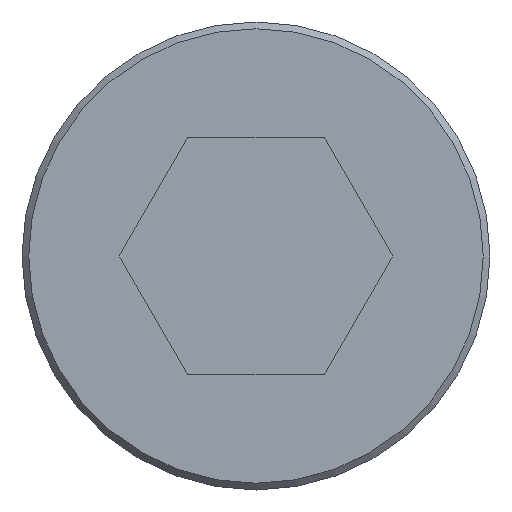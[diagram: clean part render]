
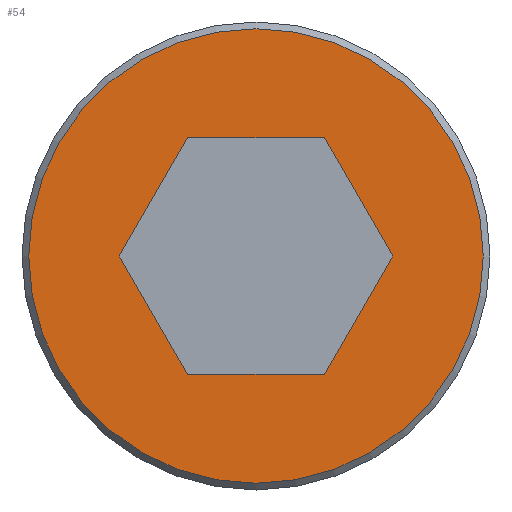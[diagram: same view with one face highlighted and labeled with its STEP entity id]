
A CAD part, left-side view. The second image highlights one B-rep face of the part: STEP entity #54.
In plain terms, the highlighted planar face has unit normal (-1, 0, 0).
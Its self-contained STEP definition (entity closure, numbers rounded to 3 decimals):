
#54 = ADVANCED_FACE( '', ( #107, #108 ), #109, .F. );
#107 = FACE_OUTER_BOUND( '', #154, .T. );
#108 = FACE_BOUND( '', #155, .T. );
#109 = PLANE( '', #156 );
#154 = EDGE_LOOP( '', ( #230 ) );
#155 = EDGE_LOOP( '', ( #231, #232, #233, #234, #235, #236 ) );
#156 = AXIS2_PLACEMENT_3D( '', #237, #238, #239 );
#230 = ORIENTED_EDGE( '', *, *, #273, .F. );
#231 = ORIENTED_EDGE( '', *, *, #282, .T. );
#232 = ORIENTED_EDGE( '', *, *, #262, .T. );
#233 = ORIENTED_EDGE( '', *, *, #279, .T. );
#234 = ORIENTED_EDGE( '', *, *, #285, .T. );
#235 = ORIENTED_EDGE( '', *, *, #286, .T. );
#236 = ORIENTED_EDGE( '', *, *, #275, .T. );
#237 = CARTESIAN_POINT( '', ( 0., 0., 0. ) );
#238 = DIRECTION( '', ( 1., 0., 0. ) );
#239 = DIRECTION( '', ( 0., 0., -1. ) );
#262 = EDGE_CURVE( '', #299, #300, #301, .T. );
#273 = EDGE_CURVE( '', #318, #318, #319, .T. );
#275 = EDGE_CURVE( '', #321, #322, #323, .T. );
#279 = EDGE_CURVE( '', #300, #327, #328, .T. );
#282 = EDGE_CURVE( '', #322, #299, #331, .T. );
#285 = EDGE_CURVE( '', #327, #334, #335, .T. );
#286 = EDGE_CURVE( '', #334, #321, #336, .T. );
#299 = VERTEX_POINT( '', #349 );
#300 = VERTEX_POINT( '', #350 );
#301 = LINE( '', #351, #352 );
#318 = VERTEX_POINT( '', #377 );
#319 = CIRCLE( '', #378, 16.313 );
#321 = VERTEX_POINT( '', #380 );
#322 = VERTEX_POINT( '', #381 );
#323 = LINE( '', #382, #383 );
#327 = VERTEX_POINT( '', #389 );
#328 = LINE( '', #390, #391 );
#331 = LINE( '', #395, #396 );
#334 = VERTEX_POINT( '', #399 );
#335 = LINE( '', #400, #401 );
#336 = LINE( '', #402, #403 );
#349 = CARTESIAN_POINT( '', ( 0., -4.907, 8.5 ) );
#350 = CARTESIAN_POINT( '', ( 0., -9.815, 0. ) );
#351 = CARTESIAN_POINT( '', ( 0., -4.907, 8.5 ) );
#352 = VECTOR( '', #417, 1000. );
#377 = CARTESIAN_POINT( '', ( 0., 0., -16.313 ) );
#378 = AXIS2_PLACEMENT_3D( '', #426, #427, #428 );
#380 = CARTESIAN_POINT( '', ( 0., 9.815, 0. ) );
#381 = CARTESIAN_POINT( '', ( 0., 4.907, 8.5 ) );
#382 = CARTESIAN_POINT( '', ( 0., 9.815, 0. ) );
#383 = VECTOR( '', #429, 1000. );
#389 = CARTESIAN_POINT( '', ( 0., -4.907, -8.5 ) );
#390 = CARTESIAN_POINT( '', ( 0., -9.815, 0. ) );
#391 = VECTOR( '', #432, 1000. );
#395 = CARTESIAN_POINT( '', ( 0., 4.907, 8.5 ) );
#396 = VECTOR( '', #434, 1000. );
#399 = CARTESIAN_POINT( '', ( 0., 4.907, -8.5 ) );
#400 = CARTESIAN_POINT( '', ( 0., -4.907, -8.5 ) );
#401 = VECTOR( '', #435, 1000. );
#402 = CARTESIAN_POINT( '', ( 0., 4.907, -8.5 ) );
#403 = VECTOR( '', #436, 1000. );
#417 = DIRECTION( '', ( 0., -0.5, -0.866 ) );
#426 = CARTESIAN_POINT( '', ( 0., 0., 0. ) );
#427 = DIRECTION( '', ( 1., 0., 0. ) );
#428 = DIRECTION( '', ( 0., 0., -1. ) );
#429 = DIRECTION( '', ( 0., -0.5, 0.866 ) );
#432 = DIRECTION( '', ( 0., 0.5, -0.866 ) );
#434 = DIRECTION( '', ( 0., -1., 0. ) );
#435 = DIRECTION( '', ( 0., 1., 0. ) );
#436 = DIRECTION( '', ( 0., 0.5, 0.866 ) );
